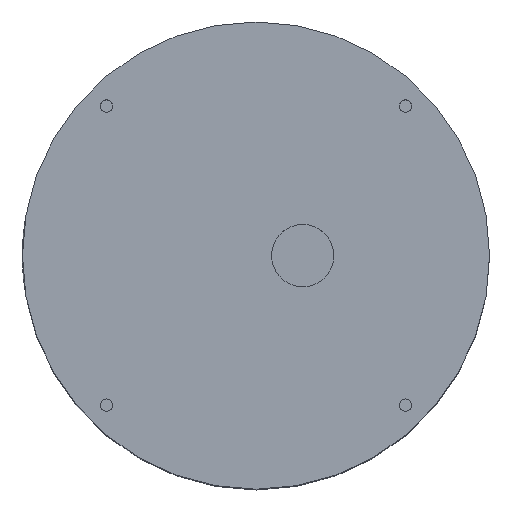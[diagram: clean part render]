
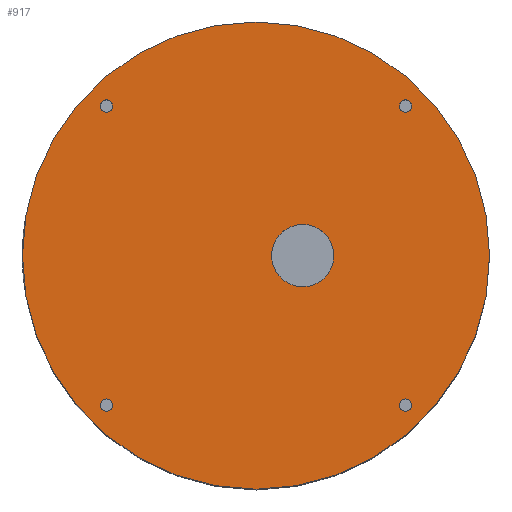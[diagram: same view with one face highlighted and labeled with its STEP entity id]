
A CAD part, top view. The second image highlights one B-rep face of the part: STEP entity #917.
In plain terms, the highlighted face is planar.
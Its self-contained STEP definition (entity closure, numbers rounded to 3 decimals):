
#36=FACE_BOUND('',#190,.T.);
#37=FACE_BOUND('',#191,.T.);
#38=FACE_BOUND('',#192,.T.);
#39=FACE_BOUND('',#193,.T.);
#40=FACE_BOUND('',#194,.T.);
#81=PLANE('',#1043);
#126=FACE_OUTER_BOUND('',#189,.T.);
#189=EDGE_LOOP('',(#709));
#190=EDGE_LOOP('',(#710));
#191=EDGE_LOOP('',(#711));
#192=EDGE_LOOP('',(#712));
#193=EDGE_LOOP('',(#713));
#194=EDGE_LOOP('',(#714));
#364=CIRCLE('',#1011,2.);
#366=CIRCLE('',#1015,2.);
#368=CIRCLE('',#1019,2.);
#370=CIRCLE('',#1023,2.);
#372=CIRCLE('',#1028,10.);
#379=CIRCLE('',#1040,75.);
#423=VERTEX_POINT('',#1444);
#425=VERTEX_POINT('',#1451);
#427=VERTEX_POINT('',#1458);
#429=VERTEX_POINT('',#1465);
#437=VERTEX_POINT('',#1556);
#444=VERTEX_POINT('',#1579);
#512=EDGE_CURVE('',#423,#423,#364,.T.);
#515=EDGE_CURVE('',#425,#425,#366,.T.);
#518=EDGE_CURVE('',#427,#427,#368,.T.);
#521=EDGE_CURVE('',#429,#429,#370,.T.);
#531=EDGE_CURVE('',#437,#437,#372,.T.);
#542=EDGE_CURVE('',#444,#444,#379,.T.);
#709=ORIENTED_EDGE('',*,*,#542,.T.);
#710=ORIENTED_EDGE('',*,*,#512,.T.);
#711=ORIENTED_EDGE('',*,*,#515,.T.);
#712=ORIENTED_EDGE('',*,*,#518,.T.);
#713=ORIENTED_EDGE('',*,*,#521,.T.);
#714=ORIENTED_EDGE('',*,*,#531,.T.);
#917=ADVANCED_FACE('',(#126,#36,#37,#38,#39,#40),#81,.T.);
#1011=AXIS2_PLACEMENT_3D('',#1445,#1155,#1156);
#1015=AXIS2_PLACEMENT_3D('',#1452,#1164,#1165);
#1019=AXIS2_PLACEMENT_3D('',#1459,#1173,#1174);
#1023=AXIS2_PLACEMENT_3D('',#1466,#1182,#1183);
#1028=AXIS2_PLACEMENT_3D('',#1557,#1194,#1195);
#1040=AXIS2_PLACEMENT_3D('',#1580,#1222,#1223);
#1043=AXIS2_PLACEMENT_3D('',#1586,#1230,#1231);
#1155=DIRECTION('center_axis',(0.,-1.,0.));
#1156=DIRECTION('ref_axis',(-1.,0.,0.));
#1164=DIRECTION('center_axis',(0.,-1.,0.));
#1165=DIRECTION('ref_axis',(-1.,0.,0.));
#1173=DIRECTION('center_axis',(0.,-1.,0.));
#1174=DIRECTION('ref_axis',(-1.,0.,0.));
#1182=DIRECTION('center_axis',(0.,-1.,0.));
#1183=DIRECTION('ref_axis',(-1.,0.,0.));
#1194=DIRECTION('center_axis',(0.,-1.,0.));
#1195=DIRECTION('ref_axis',(-1.,0.,0.));
#1222=DIRECTION('center_axis',(0.,1.,0.));
#1223=DIRECTION('ref_axis',(1.,0.,0.));
#1230=DIRECTION('center_axis',(0.,1.,0.));
#1231=DIRECTION('ref_axis',(0.,0.,1.));
#1444=CARTESIAN_POINT('',(50.,100.,-48.));
#1445=CARTESIAN_POINT('Origin',(48.,100.,-48.));
#1451=CARTESIAN_POINT('',(50.,100.,48.));
#1452=CARTESIAN_POINT('Origin',(48.,100.,48.));
#1458=CARTESIAN_POINT('',(-46.,100.,48.));
#1459=CARTESIAN_POINT('Origin',(-48.,100.,48.));
#1465=CARTESIAN_POINT('',(-46.,100.,-48.));
#1466=CARTESIAN_POINT('Origin',(-48.,100.,-48.));
#1556=CARTESIAN_POINT('',(25.,100.,0.));
#1557=CARTESIAN_POINT('Origin',(15.,100.,0.));
#1579=CARTESIAN_POINT('',(-75.,100.,0.));
#1580=CARTESIAN_POINT('Origin',(0.,100.,0.));
#1586=CARTESIAN_POINT('Origin',(0.,100.,0.));
